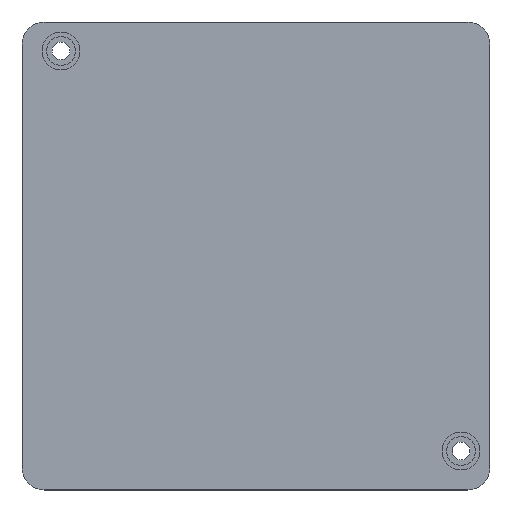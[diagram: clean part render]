
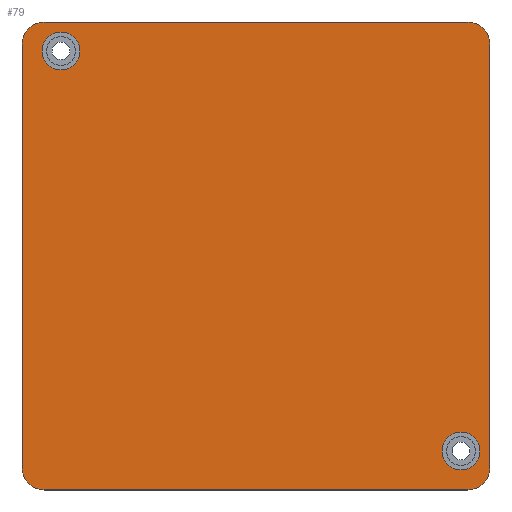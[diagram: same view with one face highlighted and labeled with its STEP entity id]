
A CAD part, top view. The second image highlights one B-rep face of the part: STEP entity #79.
In plain terms, the highlighted planar face has unit normal (0, 0, 1).
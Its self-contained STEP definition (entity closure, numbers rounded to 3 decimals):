
#2 = EDGE_CURVE ( 'NONE', #280, #381, #332, .T. ) ;
#6 = DIRECTION ( 'NONE',  ( 0., 0., 1. ) ) ;
#28 = ORIENTED_EDGE ( 'NONE', *, *, #508, .T. ) ;
#31 = FACE_BOUND ( 'NONE', #609, .T. ) ;
#33 = CIRCLE ( 'NONE', #713, 4.25 ) ;
#42 = ORIENTED_EDGE ( 'NONE', *, *, #269, .T. ) ;
#44 = CARTESIAN_POINT ( 'NONE',  ( -39.5, 46., 1. ) ) ;
#45 = VERTEX_POINT ( 'NONE', #679 ) ;
#56 = EDGE_CURVE ( 'NONE', #314, #243, #402, .T. ) ;
#59 = CARTESIAN_POINT ( 'NONE',  ( 47.5, -47.5, 1. ) ) ;
#61 = VERTEX_POINT ( 'NONE', #520 ) ;
#68 = EDGE_LOOP ( 'NONE', ( #113, #150, #487, #781, #463, #28, #42, #556 ) ) ;
#72 = EDGE_CURVE ( 'NONE', #744, #93, #102, .T. ) ;
#79 = ADVANCED_FACE ( 'NONE', ( #586, #31, #207 ), #642, .T. ) ;
#89 = EDGE_LOOP ( 'NONE', ( #297, #326 ) ) ;
#93 = VERTEX_POINT ( 'NONE', #582 ) ;
#102 = CIRCLE ( 'NONE', #741, 4.25 ) ;
#110 = DIRECTION ( 'NONE',  ( 1., 0., 0. ) ) ;
#113 = ORIENTED_EDGE ( 'NONE', *, *, #765, .T. ) ;
#123 = CARTESIAN_POINT ( 'NONE',  ( -47.5, -52.5, 1. ) ) ;
#126 = LINE ( 'NONE', #382, #354 ) ;
#132 = CARTESIAN_POINT ( 'NONE',  ( -48., 46., 1. ) ) ;
#138 = CARTESIAN_POINT ( 'NONE',  ( 0., -52.5, 1. ) ) ;
#142 = DIRECTION ( 'NONE',  ( 0., -1., 0. ) ) ;
#149 = CARTESIAN_POINT ( 'NONE',  ( 0., 0., 1. ) ) ;
#150 = ORIENTED_EDGE ( 'NONE', *, *, #522, .T. ) ;
#166 = VECTOR ( 'NONE', #787, 1000. ) ;
#175 = VERTEX_POINT ( 'NONE', #785 ) ;
#178 = AXIS2_PLACEMENT_3D ( 'NONE', #59, #361, #374 ) ;
#187 = DIRECTION ( 'NONE',  ( 0., 0., 1. ) ) ;
#192 = AXIS2_PLACEMENT_3D ( 'NONE', #446, #187, #403 ) ;
#193 = DIRECTION ( 'NONE',  ( 1., 0., 0. ) ) ;
#198 = DIRECTION ( 'NONE',  ( 1., 0., 0. ) ) ;
#202 = CARTESIAN_POINT ( 'NONE',  ( 52.5, 0., 1. ) ) ;
#207 = FACE_OUTER_BOUND ( 'NONE', #68, .T. ) ;
#218 = DIRECTION ( 'NONE',  ( 0., 0., -1. ) ) ;
#221 = AXIS2_PLACEMENT_3D ( 'NONE', #307, #560, #295 ) ;
#243 = VERTEX_POINT ( 'NONE', #123 ) ;
#251 = DIRECTION ( 'NONE',  ( 0., -1., 0. ) ) ;
#257 = EDGE_CURVE ( 'NONE', #93, #744, #33, .T. ) ;
#258 = DIRECTION ( 'NONE',  ( 1., 0., 0. ) ) ;
#269 = EDGE_CURVE ( 'NONE', #61, #314, #126, .T. ) ;
#271 = CIRCLE ( 'NONE', #178, 5. ) ;
#280 = VERTEX_POINT ( 'NONE', #132 ) ;
#282 = CARTESIAN_POINT ( 'NONE',  ( -43.75, 46., 1. ) ) ;
#295 = DIRECTION ( 'NONE',  ( 1., 0., 0. ) ) ;
#297 = ORIENTED_EDGE ( 'NONE', *, *, #72, .F. ) ;
#307 = CARTESIAN_POINT ( 'NONE',  ( -43.75, 46., 1. ) ) ;
#312 = CARTESIAN_POINT ( 'NONE',  ( 46., -43.75, 1. ) ) ;
#314 = VERTEX_POINT ( 'NONE', #315 ) ;
#315 = CARTESIAN_POINT ( 'NONE',  ( -52.5, -47.5, 1. ) ) ;
#319 = LINE ( 'NONE', #202, #465 ) ;
#326 = ORIENTED_EDGE ( 'NONE', *, *, #257, .F. ) ;
#327 = DIRECTION ( 'NONE',  ( 0., 0., 1. ) ) ;
#332 = CIRCLE ( 'NONE', #221, 4.25 ) ;
#334 = ORIENTED_EDGE ( 'NONE', *, *, #421, .T. ) ;
#337 = CIRCLE ( 'NONE', #519, 5. ) ;
#346 = DIRECTION ( 'NONE',  ( 1., 0., 0. ) ) ;
#354 = VECTOR ( 'NONE', #251, 1000. ) ;
#361 = DIRECTION ( 'NONE',  ( 0., 0., 1. ) ) ;
#374 = DIRECTION ( 'NONE',  ( 1., 0., 0. ) ) ;
#381 = VERTEX_POINT ( 'NONE', #44 ) ;
#382 = CARTESIAN_POINT ( 'NONE',  ( -52.5, 0., 1. ) ) ;
#402 = CIRCLE ( 'NONE', #192, 5. ) ;
#403 = DIRECTION ( 'NONE',  ( 1., 0., 0. ) ) ;
#421 = EDGE_CURVE ( 'NONE', #381, #280, #547, .T. ) ;
#438 = CARTESIAN_POINT ( 'NONE',  ( 47.5, 52.5, 1. ) ) ;
#446 = CARTESIAN_POINT ( 'NONE',  ( -47.5, -47.5, 1. ) ) ;
#449 = CARTESIAN_POINT ( 'NONE',  ( 41.75, -43.75, 1. ) ) ;
#463 = ORIENTED_EDGE ( 'NONE', *, *, #489, .F. ) ;
#465 = VECTOR ( 'NONE', #142, 1000. ) ;
#471 = VERTEX_POINT ( 'NONE', #603 ) ;
#478 = CARTESIAN_POINT ( 'NONE',  ( 0., 52.5, 1. ) ) ;
#479 = ORIENTED_EDGE ( 'NONE', *, *, #2, .T. ) ;
#487 = ORIENTED_EDGE ( 'NONE', *, *, #739, .F. ) ;
#489 = EDGE_CURVE ( 'NONE', #45, #591, #674, .T. ) ;
#502 = DIRECTION ( 'NONE',  ( 1., 0., 0. ) ) ;
#508 = EDGE_CURVE ( 'NONE', #45, #61, #337, .T. ) ;
#519 = AXIS2_PLACEMENT_3D ( 'NONE', #597, #668, #110 ) ;
#520 = CARTESIAN_POINT ( 'NONE',  ( -52.5, 47.5, 1. ) ) ;
#522 = EDGE_CURVE ( 'NONE', #471, #601, #271, .T. ) ;
#528 = CIRCLE ( 'NONE', #777, 5. ) ;
#546 = CARTESIAN_POINT ( 'NONE',  ( 46., -43.75, 1. ) ) ;
#547 = CIRCLE ( 'NONE', #697, 4.25 ) ;
#555 = DIRECTION ( 'NONE',  ( 1., 0., 0. ) ) ;
#556 = ORIENTED_EDGE ( 'NONE', *, *, #56, .T. ) ;
#560 = DIRECTION ( 'NONE',  ( 0., 0., -1. ) ) ;
#574 = LINE ( 'NONE', #138, #577 ) ;
#577 = VECTOR ( 'NONE', #258, 1000. ) ;
#582 = CARTESIAN_POINT ( 'NONE',  ( 50.25, -43.75, 1. ) ) ;
#586 = FACE_BOUND ( 'NONE', #89, .T. ) ;
#591 = VERTEX_POINT ( 'NONE', #438 ) ;
#597 = CARTESIAN_POINT ( 'NONE',  ( -47.5, 47.5, 1. ) ) ;
#601 = VERTEX_POINT ( 'NONE', #688 ) ;
#603 = CARTESIAN_POINT ( 'NONE',  ( 47.5, -52.5, 1. ) ) ;
#609 = EDGE_LOOP ( 'NONE', ( #479, #334 ) ) ;
#615 = DIRECTION ( 'NONE',  ( 0., 0., 1. ) ) ;
#637 = AXIS2_PLACEMENT_3D ( 'NONE', #149, #6, #502 ) ;
#642 = PLANE ( 'NONE',  #637 ) ;
#655 = EDGE_CURVE ( 'NONE', #175, #591, #528, .T. ) ;
#668 = DIRECTION ( 'NONE',  ( 0., 0., 1. ) ) ;
#674 = LINE ( 'NONE', #478, #166 ) ;
#679 = CARTESIAN_POINT ( 'NONE',  ( -47.5, 52.5, 1. ) ) ;
#688 = CARTESIAN_POINT ( 'NONE',  ( 52.5, -47.5, 1. ) ) ;
#697 = AXIS2_PLACEMENT_3D ( 'NONE', #282, #218, #346 ) ;
#700 = CARTESIAN_POINT ( 'NONE',  ( 47.5, 47.5, 1. ) ) ;
#713 = AXIS2_PLACEMENT_3D ( 'NONE', #546, #615, #555 ) ;
#714 = DIRECTION ( 'NONE',  ( 0., 0., 1. ) ) ;
#739 = EDGE_CURVE ( 'NONE', #175, #601, #319, .T. ) ;
#741 = AXIS2_PLACEMENT_3D ( 'NONE', #312, #714, #193 ) ;
#744 = VERTEX_POINT ( 'NONE', #449 ) ;
#765 = EDGE_CURVE ( 'NONE', #243, #471, #574, .T. ) ;
#777 = AXIS2_PLACEMENT_3D ( 'NONE', #700, #327, #198 ) ;
#781 = ORIENTED_EDGE ( 'NONE', *, *, #655, .T. ) ;
#785 = CARTESIAN_POINT ( 'NONE',  ( 52.5, 47.5, 1. ) ) ;
#787 = DIRECTION ( 'NONE',  ( 1., 0., 0. ) ) ;
